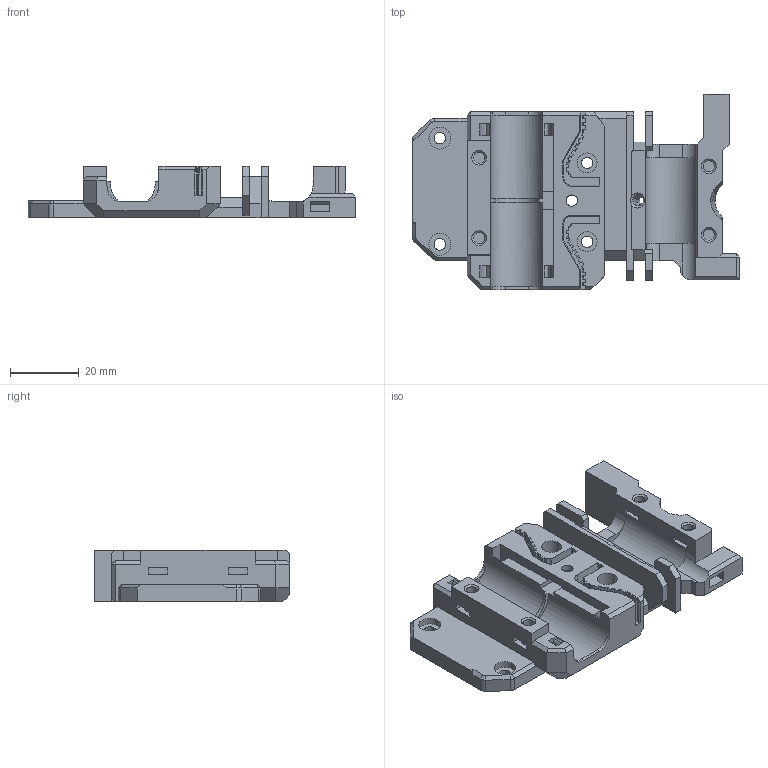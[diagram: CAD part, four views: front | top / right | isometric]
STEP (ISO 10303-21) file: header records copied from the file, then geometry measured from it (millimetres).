
FILE_DESCRIPTION(/* description */ (''),/* implementation_level */ '2;1');
FILE_NAME(/* name */ 'X-Carriage v2.step',/* time_stamp */ '2019-05-27T15:46:49+10:00',/* author */ (''),/* organization */ (''),/* preprocessor_version */ 'ST-DEVELOPER v17.2',/* originating_system */ 'Autodesk Translation Framework v7.6.0.251',/* authorisation */ '');
FILE_SCHEMA (('AUTOMOTIVE_DESIGN { 1 0 10303 214 3 1 1 }'));
Length unit declared in the file: millimetre
Products named in the file (1): X-Carriage
Bounding box: 95.5 x 57 x 15 mm (x, y, z)
Volume: 33043.8 mm3; surface area: 18454.8 mm2
Topology: 1 solids, 1 shells, 529 faces, 1518 edges, 992 vertices
Faces by surface type: plane 424, cylinder 73, cone 25, bspline 5, sphere 2
Full cylindrical faces by diameter (mm): 3.1 x2, 3.3 x12, 3.4 x2, 5.8 x2, 6.4 x2
Entity records: 17784 total; most frequent: CARTESIAN_POINT 3683, ORIENTED_EDGE 3036, DIRECTION 2794, EDGE_CURVE 1518, LINE 1248, VECTOR 1248, VERTEX_POINT 992, AXIS2_PLACEMENT_3D 773
